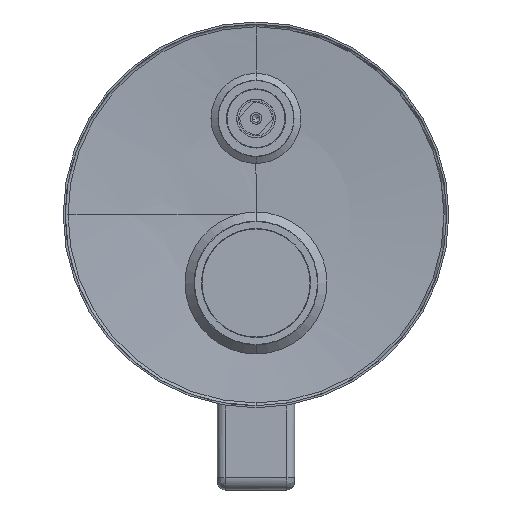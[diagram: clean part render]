
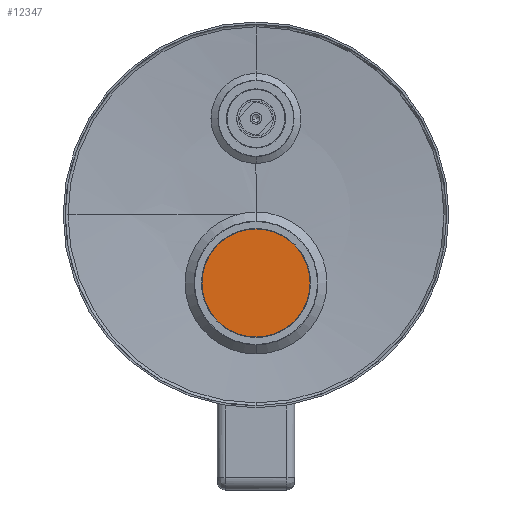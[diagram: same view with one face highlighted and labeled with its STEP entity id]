
A CAD part, left-side view. The second image highlights one B-rep face of the part: STEP entity #12347.
In plain terms, the highlighted planar face has unit normal (-1, 0, 0).
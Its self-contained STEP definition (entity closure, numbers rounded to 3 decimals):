
#12258=CARTESIAN_POINT('Vertex',(-18.,-5.,27.)) ;
#12261=CARTESIAN_POINT('Axis2P3D Location',(-18.,-26.,27.)) ;
#12265=CARTESIAN_POINT('Vertex',(-18.,-47.,27.)) ;
#12325=CARTESIAN_POINT('Axis2P3D Location',(-18.,-26.,27.)) ;
#12338=CARTESIAN_POINT('Axis2P3D Location',(-18.,-26.,53.)) ;
#12262=DIRECTION('Axis2P3D Direction',(-1.,0.,0.)) ;
#12326=DIRECTION('Axis2P3D Direction',(-1.,0.,0.)) ;
#12339=DIRECTION('Axis2P3D Direction',(1.,0.,0.)) ;
#12340=DIRECTION('Axis2P3D XDirection',(0.,-1.,0.)) ;
#12263=AXIS2_PLACEMENT_3D('Circle Axis2P3D',#12261,#12262,$) ;
#12327=AXIS2_PLACEMENT_3D('Circle Axis2P3D',#12325,#12326,$) ;
#12341=AXIS2_PLACEMENT_3D('Plane Axis2P3D',#12338,#12339,#12340) ;
#12264=CIRCLE('generated circle',#12263,21.) ;
#12328=CIRCLE('generated circle',#12327,21.) ;
#12342=PLANE('',#12341) ;
#12267=EDGE_CURVE('',#12266,#12259,#12264,.T.) ;
#12329=EDGE_CURVE('',#12259,#12266,#12328,.T.) ;
#12344=ORIENTED_EDGE('',*,*,#12267,.T.) ;
#12345=ORIENTED_EDGE('',*,*,#12329,.T.) ;
#12343=EDGE_LOOP('',(#12344,#12345)) ;
#12259=VERTEX_POINT('',#12258) ;
#12266=VERTEX_POINT('',#12265) ;
#12347=ADVANCED_FACE('MANIFOLD_SOLID_BREP #226',(#12346),#12342,.F.) ;
#12346=FACE_OUTER_BOUND('',#12343,.T.) ;
